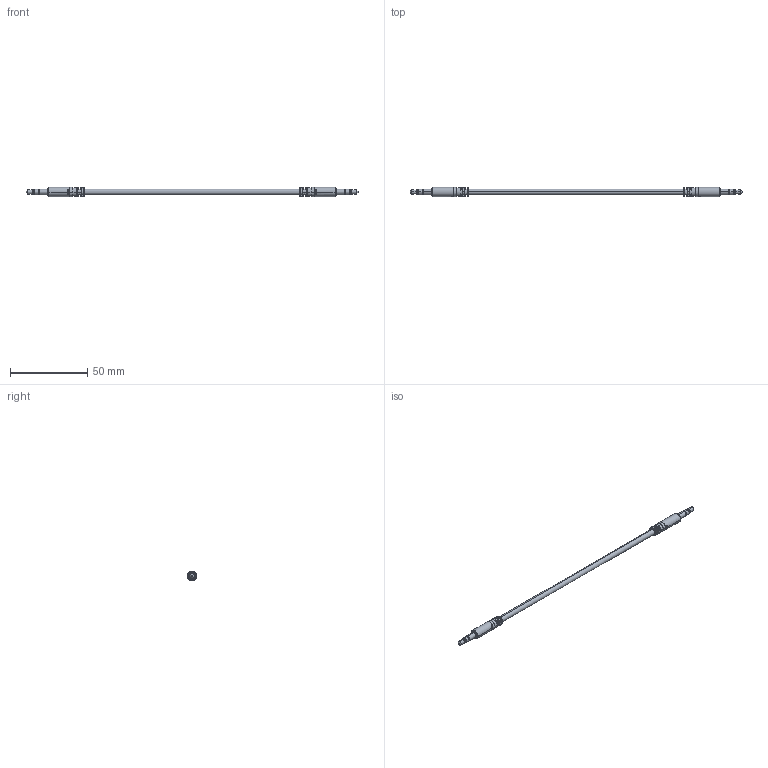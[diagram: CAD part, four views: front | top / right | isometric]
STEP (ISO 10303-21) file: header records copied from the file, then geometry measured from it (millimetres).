
FILE_DESCRIPTION (( 'STEP AP203' ), '1' );
FILE_NAME ('10-02152_revA2.STEP', '2017-03-01T00:25:00', ( '' ), ( '' ), 'SwSTEP 2.0', 'SolidWorks 2015', '' );
FILE_SCHEMA (( 'CONFIG_CONTROL_DESIGN' ));
Length unit declared in the file: millimetre
Products named in the file (4): 50-00396; 10-02152_revA2; 24-00028; 30-00177_blunt cut
Assembly tree (5 placements, depth 2):
  10-02152_revA2
    30-00177_blunt cut
    24-00028  x2
    50-00396  x2
Bounding box: 214.8 x 6.1 x 6.1 mm (x, y, z)
Volume: 3207.1 mm3; surface area: 15344.6 mm2
Topology: 68 solids, 68 shells, 646 faces, 1404 edges, 924 vertices
Faces by surface type: cylinder 322, plane 252, bspline 44, cone 20, torus 8
Entity records: 15408 total; most frequent: CARTESIAN_POINT 3292, DIRECTION 2636, ORIENTED_EDGE 2166, AXIS2_PLACEMENT_3D 1130, EDGE_CURVE 1083, VERTEX_POINT 716, EDGE_LOOP 655, CIRCLE 630
